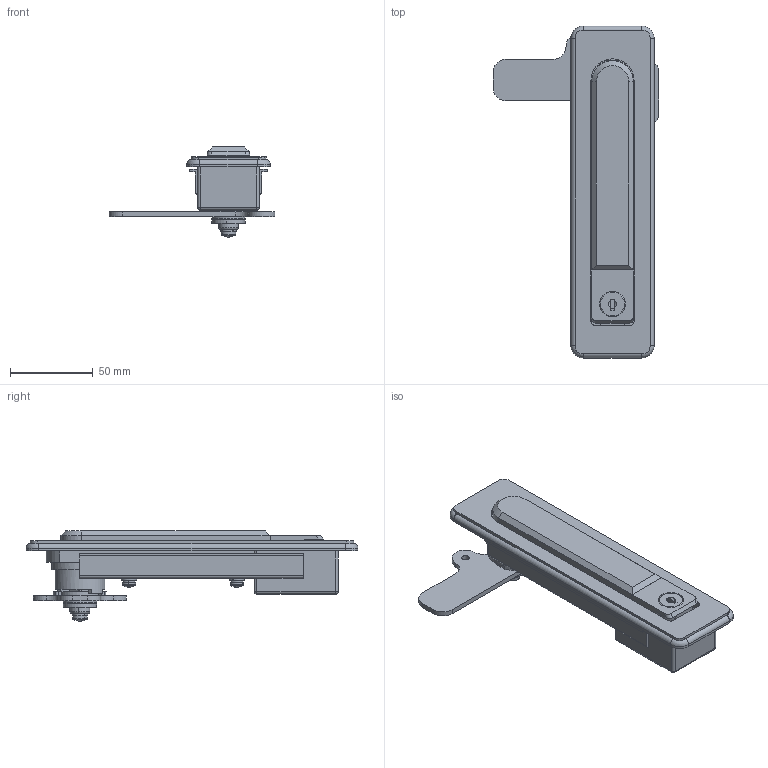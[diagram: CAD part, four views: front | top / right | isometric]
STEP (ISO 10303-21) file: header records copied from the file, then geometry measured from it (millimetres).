
FILE_DESCRIPTION (( 'STEP AP203' ), '1' );
FILE_NAME ('A-1950-A-1.STEP', '2019-08-02T07:01:22', ( '' ), ( '' ), 'SwSTEP 2.0', 'SolidWorks 2014', '' );
FILE_SCHEMA (( 'CONFIG_CONTROL_DESIGN' ));
Length unit declared in the file: millimetre
Products named in the file (21): 十字穴付なべねじM5(SW付)_M5 x 12; A-1950-A-1オワンワッシャー_; A-1950-A-1取付本体_; A-1950-A-1儚僢僔儍乕; 廫帤寠晅側傋偹偠M4_M4亊12; A-1950-A-1; A-1950-A-1僗僩僢僷乕_; スプリングワッシャーM4_JIS B 1251 No.2 5; A-1950-A-1儚僢僔儍乕_; A-1950-A-1座金_; A-1950-A-1僴儞僪儖_; 平ワッシャーM4小型丸_JIS B 1251 No.2 5; A-1950-A-1僔儕儞僟乕忶_; A-1950-A-1_AC-1025-E-1; A-1950-A-1僷僢僉儞_; A-1950-A-1取付け金具_; 廫帤寠晅側傋偹偠M4乮暯W丒SW晅乯_M4亊10乮SW丒暯W晅乯; A-1950-A-1回転軸_; A-1950-A-1止金_; 0200_公開用_0200-4-3.5; A-1950-A-1本体_
Assembly tree (22 placements, depth 3):
  A-1950-A-1
    A-1950-A-1本体_
    A-1950-A-1取付本体_
    A-1950-A-1僔儕儞僟乕忶_
    A-1950-A-1僷僢僉儞_
    A-1950-A-1僴儞僪儖_
    A-1950-A-1回転軸_
    A-1950-A-1僗僩僢僷乕_
    A-1950-A-1座金_  x2
    A-1950-A-1儚僢僔儍乕_
    廫帤寠晅側傋偹偠M4乮暯W丒SW晅乯_M4亊10乮SW丒暯W晅乯  x2
      廫帤寠晅側傋偹偠M4_M4亊12
      スプリングワッシャーM4_JIS B 1251 No.2 5
      平ワッシャーM4小型丸_JIS B 1251 No.2 5
    十字穴付なべねじM5(SW付)_M5 x 12
    A-1950-A-1取付け金具_
    A-1950-A-1止金_
    A-1950-A-1儚僢僔儍乕
    0200_公開用_0200-4-3.5
    A-1950-A-1オワンワッシャー_
    A-1950-A-1_AC-1025-E-1
Bounding box: 100 x 200 x 54.27 mm (x, y, z)
Volume: 99771.2 mm3; surface area: 131025.8 mm2
Topology: 24 solids, 24 shells, 573 faces, 1428 edges, 923 vertices
Faces by surface type: plane 317, cylinder 215, torus 24, sphere 12, cone 5
Entity records: 18388 total; most frequent: DIRECTION 2927, CARTESIAN_POINT 2881, ORIENTED_EDGE 2648, EDGE_CURVE 1324, AXIS2_PLACEMENT_3D 1075, VERTEX_POINT 857, VECTOR 777, LINE 777
